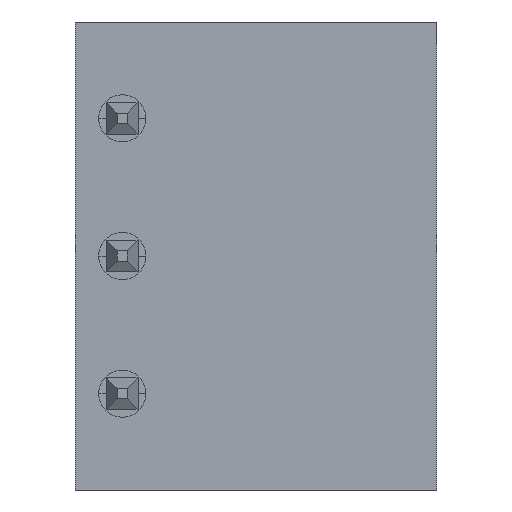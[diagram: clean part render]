
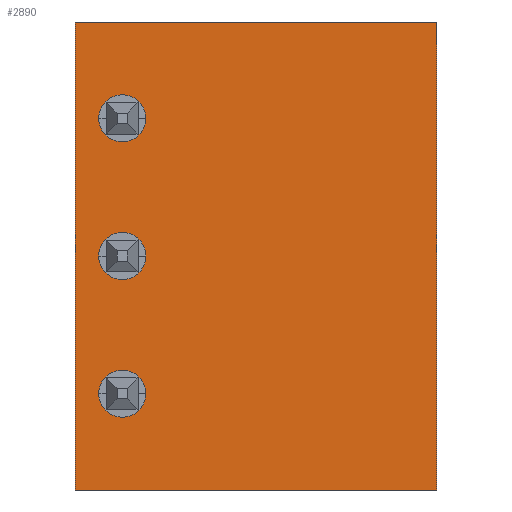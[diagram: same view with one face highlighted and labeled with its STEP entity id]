
A CAD part, front view. The second image highlights one B-rep face of the part: STEP entity #2890.
In plain terms, the highlighted planar face has unit normal (0, -1, 0).
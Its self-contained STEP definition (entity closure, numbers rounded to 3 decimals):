
#120=CARTESIAN_POINT('',(9.2,0.,
   2.45));
#130=VERTEX_POINT('',#120);
#160=CARTESIAN_POINT('',(0.,0.,
   2.45));
#170=DIRECTION('',(-1.,0.,
   0.));
#180=VECTOR('',#170,1.);
#190=LINE('',#160,#180);
#200=CARTESIAN_POINT('',(0.,0.,
   2.45));
#210=VERTEX_POINT('',#200);
#220=EDGE_CURVE('',#130,#210,#190,.T.);
#2140=CARTESIAN_POINT('',(3.1,0.
   ,0.));
#2150=DIRECTION('',(0.,-1.,
   0.));
#2160=DIRECTION('',(-1.,0.,
   0.));
#2170=AXIS2_PLACEMENT_3D('',#2140,#2150,#2160);
#2180=PLANE('',#2170);
#2190=CARTESIAN_POINT('',(1.2,0.
   ,-3.5));
#2200=DIRECTION('',(0.,-1.,
   0.));
#2210=DIRECTION('',(1.,0.,
   0.));
#2220=AXIS2_PLACEMENT_3D('',#2190,#2200,#2210);
#2230=CIRCLE('',#2220,0.6);
#2240=CARTESIAN_POINT('',(0.6,0.
   ,-3.5));
#2250=VERTEX_POINT('',#2240);
#2260=CARTESIAN_POINT('',(1.8,0.
   ,-3.5));
#2270=VERTEX_POINT('',#2260);
#2280=EDGE_CURVE('',#2250,#2270,#2230,.T.);
#2290=ORIENTED_EDGE('',*,*,#2280,.F.);
#2300=EDGE_CURVE('',#2270,#2250,#2230,.T.);
#2310=ORIENTED_EDGE('',*,*,#2300,.F.);
#2320=EDGE_LOOP('',(#2310,#2290));
#2330=FACE_BOUND('',#2320,.T.);
#2340=CARTESIAN_POINT('',(1.2,0.
   ,0.));
#2350=DIRECTION('',(0.,-1.,
   0.));
#2360=DIRECTION('',(1.,0.,
   0.));
#2370=AXIS2_PLACEMENT_3D('',#2340,#2350,#2360);
#2380=CIRCLE('',#2370,0.6);
#2390=CARTESIAN_POINT('',(1.8,0.
   ,0.));
#2400=VERTEX_POINT('',#2390);
#2410=CARTESIAN_POINT('',(0.6,0.
   ,0.));
#2420=VERTEX_POINT('',#2410);
#2430=EDGE_CURVE('',#2400,#2420,#2380,.T.);
#2440=ORIENTED_EDGE('',*,*,#2430,.F.);
#2450=EDGE_CURVE('',#2420,#2400,#2380,.T.);
#2460=ORIENTED_EDGE('',*,*,#2450,.F.);
#2470=EDGE_LOOP('',(#2460,#2440));
#2480=FACE_BOUND('',#2470,.T.);
#2490=CARTESIAN_POINT('',(1.2,0.
   ,-7.));
#2500=DIRECTION('',(0.,-1.,
   0.));
#2510=DIRECTION('',(1.,0.,
   0.));
#2520=AXIS2_PLACEMENT_3D('',#2490,#2500,#2510);
#2530=CIRCLE('',#2520,0.6);
#2540=CARTESIAN_POINT('',(1.8,0.
   ,-7.));
#2550=VERTEX_POINT('',#2540);
#2560=CARTESIAN_POINT('',(0.6,0.
   ,-7.));
#2570=VERTEX_POINT('',#2560);
#2580=EDGE_CURVE('',#2550,#2570,#2530,.T.);
#2590=ORIENTED_EDGE('',*,*,#2580,.F.);
#2600=EDGE_CURVE('',#2570,#2550,#2530,.T.);
#2610=ORIENTED_EDGE('',*,*,#2600,.F.);
#2620=EDGE_LOOP('',(#2610,#2590));
#2630=FACE_BOUND('',#2620,.T.);
#2640=CARTESIAN_POINT('',(0.,0.
   ,-9.45));
#2650=DIRECTION('',(1.,0.,
   0.));
#2660=VECTOR('',#2650,1.);
#2670=LINE('',#2640,#2660);
#2680=CARTESIAN_POINT('',(0.,0.
   ,-9.45));
#2690=VERTEX_POINT('',#2680);
#2700=CARTESIAN_POINT('',(9.2,0.
   ,-9.45));
#2710=VERTEX_POINT('',#2700);
#2720=EDGE_CURVE('',#2690,#2710,#2670,.T.);
#2730=ORIENTED_EDGE('',*,*,#2720,.T.);
#2740=CARTESIAN_POINT('',(0.,0.
   ,0.));
#2750=DIRECTION('',(0.,0.,
   1.));
#2760=VECTOR('',#2750,1.);
#2770=LINE('',#2740,#2760);
#2780=EDGE_CURVE('',#2690,#210,#2770,.T.);
#2790=ORIENTED_EDGE('',*,*,#2780,.F.);
#2800=ORIENTED_EDGE('',*,*,#220,.T.);
#2810=CARTESIAN_POINT('',(9.2,0.
   ,-3.5));
#2820=DIRECTION('',(0.,0.,
   1.));
#2830=VECTOR('',#2820,1.);
#2840=LINE('',#2810,#2830);
#2850=EDGE_CURVE('',#2710,#130,#2840,.T.);
#2860=ORIENTED_EDGE('',*,*,#2850,.T.);
#2870=EDGE_LOOP('',(#2860,#2800,#2790,#2730));
#2880=FACE_OUTER_BOUND('',#2870,.T.);
#2890=ADVANCED_FACE('',(#2330,#2480,#2630,#2880),#2180,.T.);
